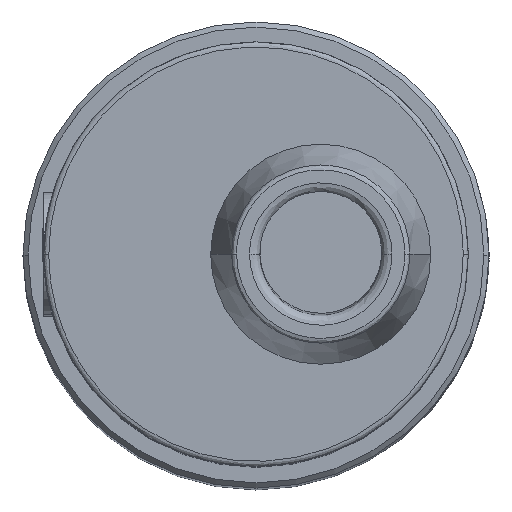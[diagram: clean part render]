
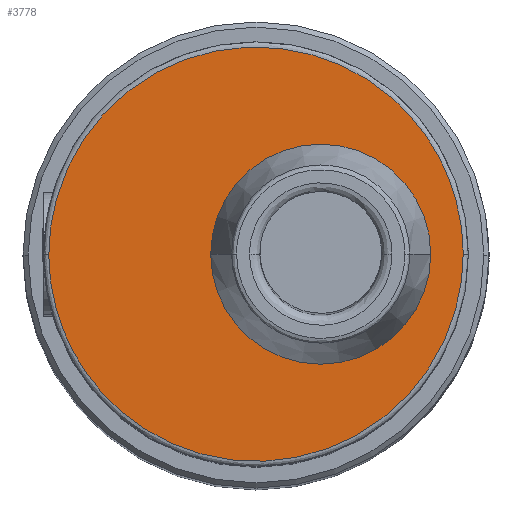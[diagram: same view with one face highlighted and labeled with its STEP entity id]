
A CAD part, top view. The second image highlights one B-rep face of the part: STEP entity #3778.
In plain terms, the highlighted planar face has unit normal (0, 0, 1).
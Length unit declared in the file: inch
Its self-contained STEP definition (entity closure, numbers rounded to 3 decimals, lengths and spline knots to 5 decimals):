
#71 = VERTEX_POINT ( 'NONE', #2041 ) ;
#73 = AXIS2_PLACEMENT_3D ( 'NONE', #2670, #522, #542 ) ;
#259 = CARTESIAN_POINT ( 'NONE',  ( -0.31153, 0., 2.4252 ) ) ;
#348 = EDGE_CURVE ( 'NONE', #2166, #71, #3414, .T. ) ;
#477 = PLANE ( 'NONE',  #559 ) ;
#522 = DIRECTION ( 'NONE',  ( 0., 0., -1. ) ) ;
#542 = DIRECTION ( 'NONE',  ( -1., 0., 0. ) ) ;
#559 = AXIS2_PLACEMENT_3D ( 'NONE', #4391, #2976, #3663 ) ;
#573 = CARTESIAN_POINT ( 'NONE',  ( -0.31153, 0.62992, 2.4252 ) ) ;
#630 = EDGE_LOOP ( 'NONE', ( #964, #749 ) ) ;
#749 = ORIENTED_EDGE ( 'NONE', *, *, #4345, .F. ) ;
#843 = FACE_BOUND ( 'NONE', #1664, .T. ) ;
#964 = ORIENTED_EDGE ( 'NONE', *, *, #1262, .F. ) ;
#1262 = EDGE_CURVE ( 'NONE', #4208, #3220, #4658, .T. ) ;
#1288 = CARTESIAN_POINT ( 'NONE',  ( -0.31153, 0., 2.4252 ) ) ;
#1534 =( BOUNDED_CURVE ( )  B_SPLINE_CURVE ( 3, ( #1288, #573, #1645, #4553 ),
 .UNSPECIFIED., .F., .F. ) 
 B_SPLINE_CURVE_WITH_KNOTS ( ( 4, 4 ),
 ( 0.5, 1. ),
 .UNSPECIFIED. ) 
 CURVE ( )  GEOMETRIC_REPRESENTATION_ITEM ( )  RATIONAL_B_SPLINE_CURVE ( ( 1., 0.333, 0.333, 1. ) ) 
 REPRESENTATION_ITEM ( '' )  );
#1600 = CARTESIAN_POINT ( 'NONE',  ( 0.26918, 0., 2.4252 ) ) ;
#1645 = CARTESIAN_POINT ( 'NONE',  ( 0.31839, 0.62992, 2.4252 ) ) ;
#1663 = CARTESIAN_POINT ( 'NONE',  ( 0.31839, 0., 2.4252 ) ) ;
#1664 = EDGE_LOOP ( 'NONE', ( #3635, #4666 ) ) ;
#1943 = DIRECTION ( 'NONE',  ( 0., 0., -1. ) ) ;
#1944 = CARTESIAN_POINT ( 'NONE',  ( -0.31153, -0.62992, 2.4252 ) ) ;
#2041 = CARTESIAN_POINT ( 'NONE',  ( -0.06547, 0., 2.4252 ) ) ;
#2166 = VERTEX_POINT ( 'NONE', #1600 ) ;
#2529 = CIRCLE ( 'NONE', #3899, 0.16732 ) ;
#2653 = CARTESIAN_POINT ( 'NONE',  ( 0.10186, 0., 2.4252 ) ) ;
#2670 = CARTESIAN_POINT ( 'NONE',  ( 0.10186, 0., 2.4252 ) ) ;
#2976 = DIRECTION ( 'NONE',  ( 0., 0., 1. ) ) ;
#3220 = VERTEX_POINT ( 'NONE', #259 ) ;
#3379 = DIRECTION ( 'NONE',  ( -1., 0., 0. ) ) ;
#3414 = CIRCLE ( 'NONE', #73, 0.16732 ) ;
#3629 = EDGE_CURVE ( 'NONE', #71, #2166, #2529, .T. ) ;
#3635 = ORIENTED_EDGE ( 'NONE', *, *, #3629, .T. ) ;
#3663 = DIRECTION ( 'NONE',  ( 1., 0., 0. ) ) ;
#3771 = CARTESIAN_POINT ( 'NONE',  ( 0.31839, -0.62992, 2.4252 ) ) ;
#3778 = ADVANCED_FACE ( 'NONE', ( #4523, #843 ), #477, .T. ) ;
#3899 = AXIS2_PLACEMENT_3D ( 'NONE', #2653, #1943, #3379 ) ;
#4104 = CARTESIAN_POINT ( 'NONE',  ( 0.31839, 0., 2.4252 ) ) ;
#4153 = CARTESIAN_POINT ( 'NONE',  ( -0.31153, 0., 2.4252 ) ) ;
#4208 = VERTEX_POINT ( 'NONE', #1663 ) ;
#4345 = EDGE_CURVE ( 'NONE', #3220, #4208, #1534, .T. ) ;
#4391 = CARTESIAN_POINT ( 'NONE',  ( -0.3194, 0., 2.4252 ) ) ;
#4523 = FACE_OUTER_BOUND ( 'NONE', #630, .T. ) ;
#4553 = CARTESIAN_POINT ( 'NONE',  ( 0.31839, 0., 2.4252 ) ) ;
#4658 =( BOUNDED_CURVE ( )  B_SPLINE_CURVE ( 3, ( #4104, #3771, #1944, #4153 ),
 .UNSPECIFIED., .F., .F. ) 
 B_SPLINE_CURVE_WITH_KNOTS ( ( 4, 4 ),
 ( 0., 0.5 ),
 .UNSPECIFIED. ) 
 CURVE ( )  GEOMETRIC_REPRESENTATION_ITEM ( )  RATIONAL_B_SPLINE_CURVE ( ( 1., 0.333, 0.333, 1. ) ) 
 REPRESENTATION_ITEM ( '' )  );
#4666 = ORIENTED_EDGE ( 'NONE', *, *, #348, .T. ) ;
